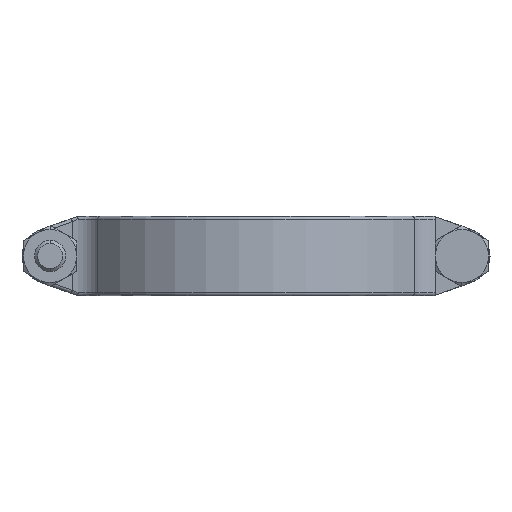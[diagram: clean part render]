
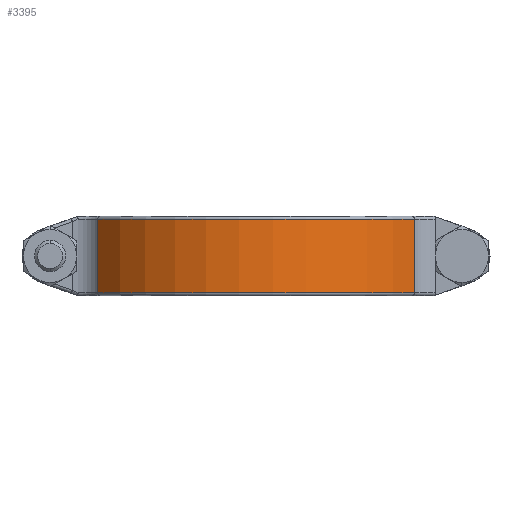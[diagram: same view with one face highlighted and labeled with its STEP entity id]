
A CAD part, front view. The second image highlights one B-rep face of the part: STEP entity #3395.
In plain terms, the highlighted cylindrical face has radius 62.3 mm (diameter 124.6 mm), a partial arc.
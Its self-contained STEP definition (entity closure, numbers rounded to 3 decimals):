
#57 = ORIENTED_EDGE ( 'NONE', *, *, #9980, .T. ) ;
#414 = DIRECTION ( 'NONE',  ( 1., 0., 0. ) ) ;
#886 = LINE ( 'NONE', #986, #7222 ) ;
#986 = CARTESIAN_POINT ( 'NONE',  ( 50.772, -36.103, 12.75 ) ) ;
#1195 = FACE_OUTER_BOUND ( 'NONE', #1439, .T. ) ;
#1296 = ORIENTED_EDGE ( 'NONE', *, *, #5042, .T. ) ;
#1439 = EDGE_LOOP ( 'NONE', ( #57, #7471, #1296, #7792 ) ) ;
#1860 = CIRCLE ( 'NONE', #4992, 62.3 ) ;
#2728 = CARTESIAN_POINT ( 'NONE',  ( -50.71, -36.191, -11.75 ) ) ;
#2837 = CARTESIAN_POINT ( 'NONE',  ( -50.71, -36.191, 12.75 ) ) ;
#3206 = CARTESIAN_POINT ( 'NONE',  ( 0., 0., 11.75 ) ) ;
#3395 = ADVANCED_FACE ( 'NONE', ( #1195 ), #7320, .T. ) ;
#3637 = EDGE_CURVE ( 'NONE', #7715, #8347, #7531, .T. ) ;
#4290 = CARTESIAN_POINT ( 'NONE',  ( 0., 0., 12.75 ) ) ;
#4912 = AXIS2_PLACEMENT_3D ( 'NONE', #6346, #5975, #5151 ) ;
#4992 = AXIS2_PLACEMENT_3D ( 'NONE', #3206, #8845, #6355 ) ;
#5042 = EDGE_CURVE ( 'NONE', #9213, #7715, #6002, .T. ) ;
#5151 = DIRECTION ( 'NONE',  ( 1., 0., 0. ) ) ;
#5533 = CARTESIAN_POINT ( 'NONE',  ( -50.71, -36.191, 11.75 ) ) ;
#5975 = DIRECTION ( 'NONE',  ( 0., 0., 1. ) ) ;
#6002 = LINE ( 'NONE', #2837, #9179 ) ;
#6346 = CARTESIAN_POINT ( 'NONE',  ( 0., 0., -11.75 ) ) ;
#6355 = DIRECTION ( 'NONE',  ( 1., 0., 0. ) ) ;
#7222 = VECTOR ( 'NONE', #8839, 1000. ) ;
#7270 = DIRECTION ( 'NONE',  ( 0., 0., -1. ) ) ;
#7320 = CYLINDRICAL_SURFACE ( 'NONE', #8164, 62.3 ) ;
#7471 = ORIENTED_EDGE ( 'NONE', *, *, #8924, .T. ) ;
#7503 = CARTESIAN_POINT ( 'NONE',  ( 50.772, -36.103, 11.75 ) ) ;
#7531 = CIRCLE ( 'NONE', #4912, 62.3 ) ;
#7715 = VERTEX_POINT ( 'NONE', #2728 ) ;
#7792 = ORIENTED_EDGE ( 'NONE', *, *, #3637, .T. ) ;
#8164 = AXIS2_PLACEMENT_3D ( 'NONE', #4290, #7270, #414 ) ;
#8347 = VERTEX_POINT ( 'NONE', #9086 ) ;
#8368 = VERTEX_POINT ( 'NONE', #7503 ) ;
#8839 = DIRECTION ( 'NONE',  ( 0., 0., 1. ) ) ;
#8845 = DIRECTION ( 'NONE',  ( 0., 0., -1. ) ) ;
#8924 = EDGE_CURVE ( 'NONE', #8368, #9213, #1860, .T. ) ;
#9086 = CARTESIAN_POINT ( 'NONE',  ( 50.772, -36.103, -11.75 ) ) ;
#9179 = VECTOR ( 'NONE', #10032, 1000. ) ;
#9213 = VERTEX_POINT ( 'NONE', #5533 ) ;
#9980 = EDGE_CURVE ( 'NONE', #8347, #8368, #886, .T. ) ;
#10032 = DIRECTION ( 'NONE',  ( 0., 0., -1. ) ) ;
